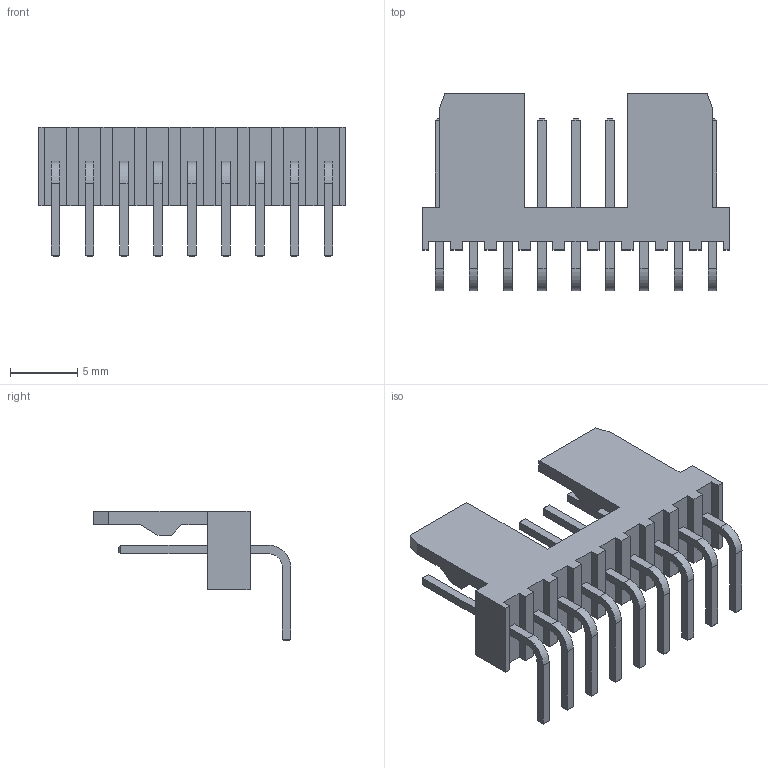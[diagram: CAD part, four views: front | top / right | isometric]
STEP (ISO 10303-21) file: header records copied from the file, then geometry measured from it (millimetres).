
FILE_DESCRIPTION(/* description */ (''),/* implementation_level */ '2;1');
FILE_NAME(/* name */ '22-05-7098-recenter.stp',/* time_stamp */ '2020-04-12T19:10:04-04:00',/* author */ ('huesof'),/* organization */ (''),/* preprocessor_version */ 'ST-DEVELOPER v18',/* originating_system */ 'Autodesk Inventor 2020',/* authorisation */ '');
FILE_SCHEMA (('AUTOMOTIVE_DESIGN { 1 0 10303 214 3 1 1 }'));
Length unit declared in the file: millimetre
Products named in the file (1): 22-05-7098-recenter
Bounding box: 22.86 x 14.72 x 9.65 mm (x, y, z)
Volume: 546.7 mm3; surface area: 1164.4 mm2
Topology: 1 solids, 1 shells, 298 faces, 738 edges, 468 vertices
Faces by surface type: plane 280, cylinder 18
Entity records: 8623 total; most frequent: CARTESIAN_POINT 1505, ORIENTED_EDGE 1476, DIRECTION 1372, EDGE_CURVE 738, LINE 702, VECTOR 702, VERTEX_POINT 468, AXIS2_PLACEMENT_3D 335
